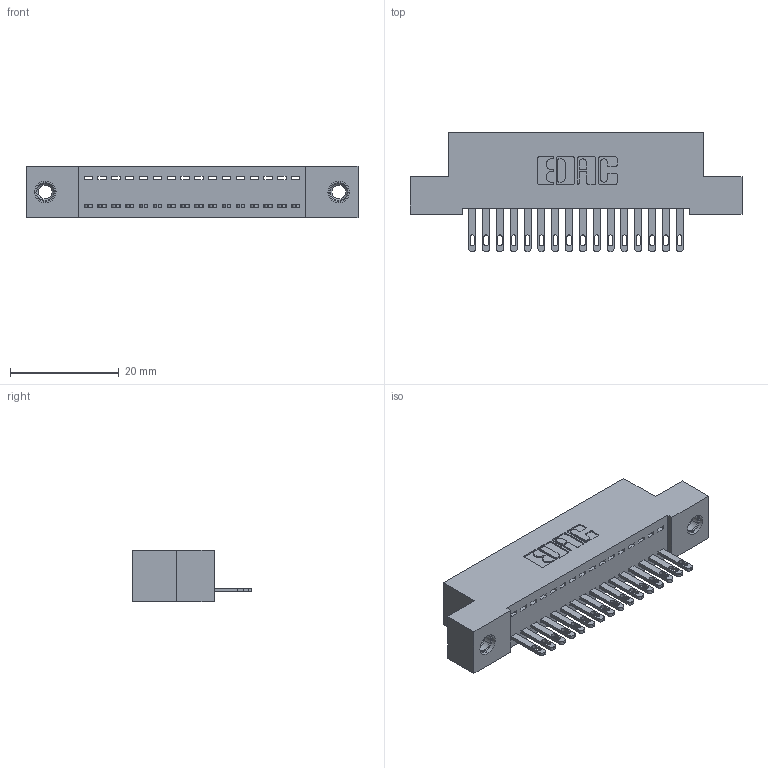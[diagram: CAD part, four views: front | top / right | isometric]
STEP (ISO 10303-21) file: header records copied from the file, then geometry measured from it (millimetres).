
FILE_DESCRIPTION (( 'STEP AP203' ), '1' );
FILE_NAME ('892-016-500-107.STEP', '2020-09-21T13:26:56', ( '' ), ( '' ), 'SwSTEP 2.0', 'SolidWorks 2020', '' );
FILE_SCHEMA (( 'CONFIG_CONTROL_DESIGN' ));
Length unit declared in the file: inch
Products named in the file (4): 345-292-001_345-293-100; 892-016-500-107; 842 Part_TI; 345-250-001_345-250-005-103
Assembly tree (19 placements, depth 2):
  892-016-500-107
    842 Part_TI
    345-292-001_345-293-100  x16
    345-250-001_345-250-005-103  x2
Bounding box: 60.96 x 21.85 x 9.4 mm (x, y, z)
Volume: 5246.4 mm3; surface area: 7282.4 mm2
Topology: 19 solids, 19 shells, 1034 faces, 3123 edges, 2074 vertices
Faces by surface type: plane 674, cylinder 344, cone 12, torus 4
Entity records: 14128 total; most frequent: CARTESIAN_POINT 2421, ORIENTED_EDGE 2366, DIRECTION 2129, EDGE_CURVE 1183, VECTOR 1031, LINE 1031, VERTEX_POINT 784, AXIS2_PLACEMENT_3D 549
